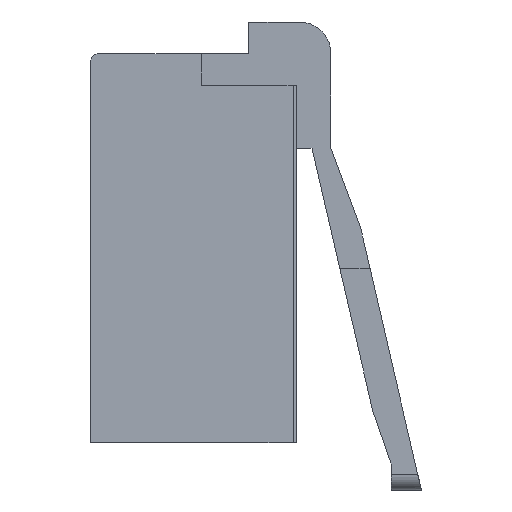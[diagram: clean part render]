
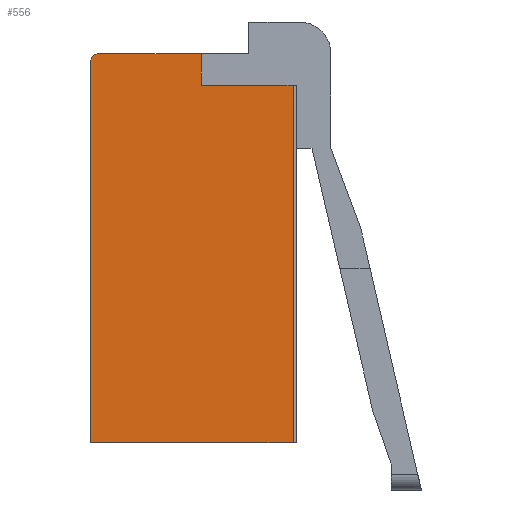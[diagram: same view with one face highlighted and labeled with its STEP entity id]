
A CAD part, left-side view. The second image highlights one B-rep face of the part: STEP entity #556.
In plain terms, the highlighted planar face has unit normal (-1, 0, 0).
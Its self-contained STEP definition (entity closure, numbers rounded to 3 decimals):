
#5 = VERTEX_POINT ( 'NONE', #3195 ) ;
#9 = EDGE_CURVE ( 'NONE', #220, #5, #3160, .T. ) ;
#219 = VERTEX_POINT ( 'NONE', #1422 ) ;
#220 = VERTEX_POINT ( 'NONE', #1421 ) ;
#232 = EDGE_CURVE ( 'NONE', #219, #220, #1477, .T. ) ;
#438 = VERTEX_POINT ( 'NONE', #1650 ) ;
#440 = EDGE_CURVE ( 'NONE', #441, #438, #1649, .T. ) ;
#441 = VERTEX_POINT ( 'NONE', #1645 ) ;
#471 = ORIENTED_EDGE ( 'NONE', *, *, #440, .T. ) ;
#472 = ORIENTED_EDGE ( 'NONE', *, *, #473, .T. ) ;
#473 = EDGE_CURVE ( 'NONE', #438, #5, #2037, .T. ) ;
#474 = ORIENTED_EDGE ( 'NONE', *, *, #9, .F. ) ;
#556 = ADVANCED_FACE ( 'NONE', ( #2004 ), #2002, .F. ) ;
#557 = EDGE_LOOP ( 'NONE', ( #558, #626, #629, #632, #471, #472, #474 ) ) ;
#558 = ORIENTED_EDGE ( 'NONE', *, *, #232, .F. ) ;
#626 = ORIENTED_EDGE ( 'NONE', *, *, #627, .T. ) ;
#627 = EDGE_CURVE ( 'NONE', #219, #628, #2241, .T. ) ;
#628 = VERTEX_POINT ( 'NONE', #2136 ) ;
#629 = ORIENTED_EDGE ( 'NONE', *, *, #630, .T. ) ;
#630 = EDGE_CURVE ( 'NONE', #628, #631, #2135, .T. ) ;
#631 = VERTEX_POINT ( 'NONE', #2131 ) ;
#632 = ORIENTED_EDGE ( 'NONE', *, *, #633, .T. ) ;
#633 = EDGE_CURVE ( 'NONE', #631, #441, #2130, .T. ) ;
#1421 = CARTESIAN_POINT ( 'NONE',  ( -3.75, 10.7, -5.9 ) ) ;
#1422 = CARTESIAN_POINT ( 'NONE',  ( -3.75, 4.3, -5.9 ) ) ;
#1476 = CARTESIAN_POINT ( 'NONE',  ( -3.75, -8.912, -5.9 ) ) ;
#1477 = LINE ( 'NONE', #1476, #1491 ) ;
#1490 = DIRECTION ( 'NONE',  ( 0., 1., 0. ) ) ;
#1491 = VECTOR ( 'NONE', #1490, 1000. ) ;
#1645 = CARTESIAN_POINT ( 'NONE',  ( -3.75, 7.2, 6.4 ) ) ;
#1646 = DIRECTION ( 'NONE',  ( 0., 1., 0. ) ) ;
#1647 = VECTOR ( 'NONE', #1646, 1000. ) ;
#1648 = CARTESIAN_POINT ( 'NONE',  ( -3.75, 10.7, 6.4 ) ) ;
#1649 = LINE ( 'NONE', #1648, #1647 ) ;
#1650 = CARTESIAN_POINT ( 'NONE',  ( -3.75, 10.45, 6.4 ) ) ;
#1998 = DIRECTION ( 'NONE',  ( 0., 0., -1. ) ) ;
#1999 = DIRECTION ( 'NONE',  ( 1., 0., 0. ) ) ;
#2000 = CARTESIAN_POINT ( 'NONE',  ( -3.75, 10.7, -7.4 ) ) ;
#2001 = AXIS2_PLACEMENT_3D ( 'NONE', #2000, #1999, #1998 ) ;
#2002 = PLANE ( 'NONE',  #2001 ) ;
#2004 = FACE_OUTER_BOUND ( 'NONE', #557, .T. ) ;
#2033 = DIRECTION ( 'NONE',  ( 0., 0., -1. ) ) ;
#2034 = DIRECTION ( 'NONE',  ( -1., 0., 0. ) ) ;
#2035 = CARTESIAN_POINT ( 'NONE',  ( -3.75, 10.45, 6.15 ) ) ;
#2036 = AXIS2_PLACEMENT_3D ( 'NONE', #2035, #2034, #2033 ) ;
#2037 = CIRCLE ( 'NONE', #2036, 0.25 ) ;
#2127 = DIRECTION ( 'NONE',  ( 0., 0., 1. ) ) ;
#2128 = VECTOR ( 'NONE', #2127, 1000. ) ;
#2129 = CARTESIAN_POINT ( 'NONE',  ( -3.75, 7.2, 5.4 ) ) ;
#2130 = LINE ( 'NONE', #2129, #2128 ) ;
#2131 = CARTESIAN_POINT ( 'NONE',  ( -3.75, 7.2, 5.4 ) ) ;
#2132 = DIRECTION ( 'NONE',  ( 0., 1., 0. ) ) ;
#2133 = VECTOR ( 'NONE', #2132, 1000. ) ;
#2134 = CARTESIAN_POINT ( 'NONE',  ( -3.75, 4.2, 5.4 ) ) ;
#2135 = LINE ( 'NONE', #2134, #2133 ) ;
#2136 = CARTESIAN_POINT ( 'NONE',  ( -3.75, 4.3, 5.4 ) ) ;
#2238 = DIRECTION ( 'NONE',  ( 0., 0., 1. ) ) ;
#2239 = VECTOR ( 'NONE', #2238, 1000. ) ;
#2240 = CARTESIAN_POINT ( 'NONE',  ( -3.75, 4.3, -14.212 ) ) ;
#2241 = LINE ( 'NONE', #2240, #2239 ) ;
#3157 = DIRECTION ( 'NONE',  ( 0., 0., 1. ) ) ;
#3158 = VECTOR ( 'NONE', #3157, 1000. ) ;
#3159 = CARTESIAN_POINT ( 'NONE',  ( -3.75, 10.7, -7.4 ) ) ;
#3160 = LINE ( 'NONE', #3159, #3158 ) ;
#3195 = CARTESIAN_POINT ( 'NONE',  ( -3.75, 10.7, 6.15 ) ) ;
